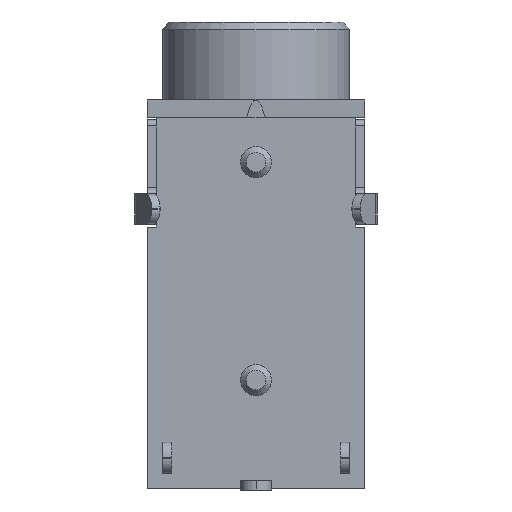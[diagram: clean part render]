
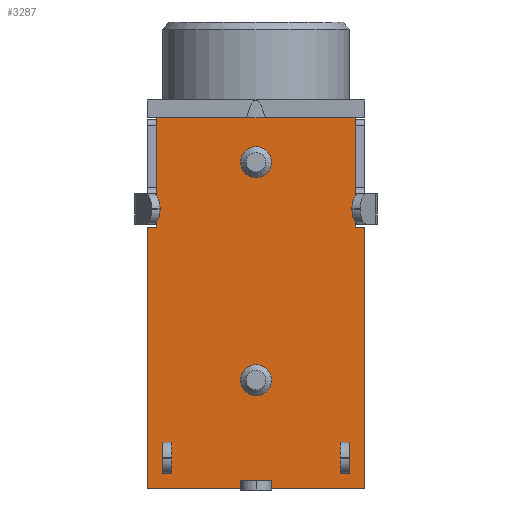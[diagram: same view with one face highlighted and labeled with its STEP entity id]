
A CAD part, front view. The second image highlights one B-rep face of the part: STEP entity #3287.
In plain terms, the highlighted planar face has unit normal (0, -1, 0).
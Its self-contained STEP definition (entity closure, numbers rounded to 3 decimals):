
#28=LINE('',#4389,#280);
#32=LINE('',#4397,#284);
#33=LINE('',#4399,#285);
#34=LINE('',#4402,#286);
#35=LINE('',#4404,#287);
#36=LINE('',#4406,#288);
#37=LINE('',#4407,#289);
#38=LINE('',#4410,#290);
#39=LINE('',#4412,#291);
#40=LINE('',#4414,#292);
#41=LINE('',#4419,#293);
#42=LINE('',#4421,#294);
#43=LINE('',#4423,#295);
#44=LINE('',#4424,#296);
#45=LINE('',#4426,#297);
#46=LINE('',#4428,#298);
#47=LINE('',#4430,#299);
#48=LINE('',#4432,#300);
#49=LINE('',#4434,#301);
#50=LINE('',#4436,#302);
#51=LINE('',#4438,#303);
#52=LINE('',#4440,#304);
#53=LINE('',#4442,#305);
#54=LINE('',#4444,#306);
#55=LINE('',#4446,#307);
#56=LINE('',#4448,#308);
#280=VECTOR('',#3671,1000.);
#284=VECTOR('',#3675,1000.);
#285=VECTOR('',#3678,1000.);
#286=VECTOR('',#3679,1000.);
#287=VECTOR('',#3680,1000.);
#288=VECTOR('',#3681,1000.);
#289=VECTOR('',#3682,1000.);
#290=VECTOR('',#3683,1000.);
#291=VECTOR('',#3684,1000.);
#292=VECTOR('',#3685,1000.);
#293=VECTOR('',#3690,1000.);
#294=VECTOR('',#3691,1000.);
#295=VECTOR('',#3692,1000.);
#296=VECTOR('',#3693,1000.);
#297=VECTOR('',#3694,1000.);
#298=VECTOR('',#3695,1000.);
#299=VECTOR('',#3696,1000.);
#300=VECTOR('',#3697,1000.);
#301=VECTOR('',#3698,1000.);
#302=VECTOR('',#3699,1000.);
#303=VECTOR('',#3700,1000.);
#304=VECTOR('',#3701,1000.);
#305=VECTOR('',#3702,1000.);
#306=VECTOR('',#3703,1000.);
#307=VECTOR('',#3704,1000.);
#308=VECTOR('',#3705,1000.);
#586=ORIENTED_EDGE('',*,*,#1283,.F.);
#587=ORIENTED_EDGE('',*,*,#1284,.F.);
#588=ORIENTED_EDGE('',*,*,#1285,.T.);
#589=ORIENTED_EDGE('',*,*,#1286,.F.);
#590=ORIENTED_EDGE('',*,*,#1287,.F.);
#591=ORIENTED_EDGE('',*,*,#1288,.F.);
#592=ORIENTED_EDGE('',*,*,#1289,.T.);
#593=ORIENTED_EDGE('',*,*,#1290,.F.);
#594=ORIENTED_EDGE('',*,*,#1291,.F.);
#595=ORIENTED_EDGE('',*,*,#1292,.F.);
#596=ORIENTED_EDGE('',*,*,#1278,.F.);
#597=ORIENTED_EDGE('',*,*,#1293,.T.);
#598=ORIENTED_EDGE('',*,*,#1294,.T.);
#599=ORIENTED_EDGE('',*,*,#1295,.T.);
#600=ORIENTED_EDGE('',*,*,#1282,.F.);
#601=ORIENTED_EDGE('',*,*,#1296,.T.);
#602=ORIENTED_EDGE('',*,*,#1297,.T.);
#603=ORIENTED_EDGE('',*,*,#1298,.T.);
#604=ORIENTED_EDGE('',*,*,#1299,.T.);
#605=ORIENTED_EDGE('',*,*,#1300,.T.);
#606=ORIENTED_EDGE('',*,*,#1301,.T.);
#607=ORIENTED_EDGE('',*,*,#1302,.T.);
#608=ORIENTED_EDGE('',*,*,#1303,.T.);
#609=ORIENTED_EDGE('',*,*,#1304,.F.);
#610=ORIENTED_EDGE('',*,*,#1305,.F.);
#611=ORIENTED_EDGE('',*,*,#1306,.F.);
#612=ORIENTED_EDGE('',*,*,#1307,.F.);
#613=ORIENTED_EDGE('',*,*,#1308,.F.);
#1278=EDGE_CURVE('',#1627,#1628,#28,.T.);
#1282=EDGE_CURVE('',#1631,#1624,#32,.T.);
#1283=EDGE_CURVE('',#1632,#1633,#33,.T.);
#1284=EDGE_CURVE('',#1634,#1632,#34,.T.);
#1285=EDGE_CURVE('',#1634,#1635,#35,.T.);
#1286=EDGE_CURVE('',#1633,#1635,#36,.T.);
#1287=EDGE_CURVE('',#1636,#1637,#37,.T.);
#1288=EDGE_CURVE('',#1638,#1636,#38,.T.);
#1289=EDGE_CURVE('',#1638,#1639,#39,.T.);
#1290=EDGE_CURVE('',#1637,#1639,#40,.T.);
#1291=EDGE_CURVE('',#1640,#1640,#1856,.T.);
#1292=EDGE_CURVE('',#1641,#1641,#1857,.T.);
#1293=EDGE_CURVE('',#1627,#1642,#41,.T.);
#1294=EDGE_CURVE('',#1642,#1643,#42,.T.);
#1295=EDGE_CURVE('',#1643,#1624,#43,.T.);
#1296=EDGE_CURVE('',#1631,#1644,#44,.T.);
#1297=EDGE_CURVE('',#1644,#1645,#45,.T.);
#1298=EDGE_CURVE('',#1645,#1646,#46,.T.);
#1299=EDGE_CURVE('',#1646,#1647,#47,.T.);
#1300=EDGE_CURVE('',#1647,#1648,#48,.T.);
#1301=EDGE_CURVE('',#1648,#1649,#49,.T.);
#1302=EDGE_CURVE('',#1649,#1650,#50,.T.);
#1303=EDGE_CURVE('',#1650,#1651,#51,.T.);
#1304=EDGE_CURVE('',#1652,#1651,#52,.T.);
#1305=EDGE_CURVE('',#1653,#1652,#53,.T.);
#1306=EDGE_CURVE('',#1654,#1653,#54,.T.);
#1307=EDGE_CURVE('',#1655,#1654,#55,.T.);
#1308=EDGE_CURVE('',#1628,#1655,#56,.T.);
#1624=VERTEX_POINT('',#4383);
#1627=VERTEX_POINT('',#4388);
#1628=VERTEX_POINT('',#4390);
#1631=VERTEX_POINT('',#4396);
#1632=VERTEX_POINT('',#4400);
#1633=VERTEX_POINT('',#4401);
#1634=VERTEX_POINT('',#4403);
#1635=VERTEX_POINT('',#4405);
#1636=VERTEX_POINT('',#4408);
#1637=VERTEX_POINT('',#4409);
#1638=VERTEX_POINT('',#4411);
#1639=VERTEX_POINT('',#4413);
#1640=VERTEX_POINT('',#4416);
#1641=VERTEX_POINT('',#4418);
#1642=VERTEX_POINT('',#4420);
#1643=VERTEX_POINT('',#4422);
#1644=VERTEX_POINT('',#4425);
#1645=VERTEX_POINT('',#4427);
#1646=VERTEX_POINT('',#4429);
#1647=VERTEX_POINT('',#4431);
#1648=VERTEX_POINT('',#4433);
#1649=VERTEX_POINT('',#4435);
#1650=VERTEX_POINT('',#4437);
#1651=VERTEX_POINT('',#4439);
#1652=VERTEX_POINT('',#4441);
#1653=VERTEX_POINT('',#4443);
#1654=VERTEX_POINT('',#4445);
#1655=VERTEX_POINT('',#4447);
#1856=CIRCLE('',#3430,0.5);
#1857=CIRCLE('',#3431,0.5);
#1953=EDGE_LOOP('',(#586,#587,#588,#589));
#1954=EDGE_LOOP('',(#590,#591,#592,#593));
#1955=EDGE_LOOP('',(#594));
#1956=EDGE_LOOP('',(#595));
#1957=EDGE_LOOP('',(#596,#597,#598,#599,#600,#601,#602,#603,#604,#605,#606,
#607,#608,#609,#610,#611,#612,#613));
#2104=FACE_BOUND('',#1953,.T.);
#2105=FACE_BOUND('',#1954,.T.);
#2106=FACE_BOUND('',#1955,.T.);
#2107=FACE_BOUND('',#1956,.T.);
#2108=FACE_BOUND('',#1957,.T.);
#2253=PLANE('',#3429);
#3287=ADVANCED_FACE('',(#2104,#2105,#2106,#2107,#2108),#2253,.T.);
#3429=AXIS2_PLACEMENT_3D('',#4398,#3676,#3677);
#3430=AXIS2_PLACEMENT_3D('',#4415,#3686,#3687);
#3431=AXIS2_PLACEMENT_3D('',#4417,#3688,#3689);
#3671=DIRECTION('',(-1.,0.,0.));
#3675=DIRECTION('',(-1.,0.,0.));
#3676=DIRECTION('',(0.,-1.,0.));
#3677=DIRECTION('',(0.,0.,-1.));
#3678=DIRECTION('',(0.,0.,-1.));
#3679=DIRECTION('',(-1.,0.,0.));
#3680=DIRECTION('',(0.,0.,-1.));
#3681=DIRECTION('',(1.,0.,0.));
#3682=DIRECTION('',(0.,0.,-1.));
#3683=DIRECTION('',(-1.,0.,0.));
#3684=DIRECTION('',(0.,0.,-1.));
#3685=DIRECTION('',(1.,0.,0.));
#3686=DIRECTION('',(0.,-1.,0.));
#3687=DIRECTION('',(0.,0.,-1.));
#3688=DIRECTION('',(0.,-1.,0.));
#3689=DIRECTION('',(0.,0.,-1.));
#3690=DIRECTION('',(0.,0.,1.));
#3691=DIRECTION('',(1.,0.,0.));
#3692=DIRECTION('',(0.,0.,-1.));
#3693=DIRECTION('',(0.,0.,1.));
#3694=DIRECTION('',(-1.,0.,0.));
#3695=DIRECTION('',(0.,0.,1.));
#3696=DIRECTION('',(0.,0.,1.));
#3697=DIRECTION('',(0.,0.,1.));
#3698=DIRECTION('',(-1.,0.,0.));
#3699=DIRECTION('',(-1.,0.,0.));
#3700=DIRECTION('',(-1.,0.,0.));
#3701=DIRECTION('',(0.,0.,1.));
#3702=DIRECTION('',(0.,0.,1.));
#3703=DIRECTION('',(0.,0.,1.));
#3704=DIRECTION('',(1.,0.,0.));
#3705=DIRECTION('',(0.,0.,1.));
#4383=CARTESIAN_POINT('',(0.5,-2.985,-7.483));
#4388=CARTESIAN_POINT('',(-0.5,-2.985,-7.483));
#4389=CARTESIAN_POINT('',(3.5,-2.985,-7.483));
#4390=CARTESIAN_POINT('',(-3.5,-2.985,-7.483));
#4396=CARTESIAN_POINT('',(3.5,-2.985,-7.483));
#4397=CARTESIAN_POINT('',(3.5,-2.985,-7.483));
#4398=CARTESIAN_POINT('',(3.5,-2.985,-7.483));
#4399=CARTESIAN_POINT('',(-3.,-2.985,-7.483));
#4400=CARTESIAN_POINT('',(-3.,-2.985,-6.006));
#4401=CARTESIAN_POINT('',(-3.,-2.985,-7.006));
#4402=CARTESIAN_POINT('',(3.5,-2.985,-6.006));
#4403=CARTESIAN_POINT('',(-2.7,-2.985,-6.006));
#4404=CARTESIAN_POINT('',(-2.7,-2.985,-7.483));
#4405=CARTESIAN_POINT('',(-2.7,-2.985,-7.006));
#4406=CARTESIAN_POINT('',(3.5,-2.985,-7.006));
#4407=CARTESIAN_POINT('',(2.7,-2.985,-7.483));
#4408=CARTESIAN_POINT('',(2.7,-2.985,-6.006));
#4409=CARTESIAN_POINT('',(2.7,-2.985,-7.006));
#4410=CARTESIAN_POINT('',(3.5,-2.985,-6.006));
#4411=CARTESIAN_POINT('',(3.,-2.985,-6.006));
#4412=CARTESIAN_POINT('',(3.,-2.985,-7.483));
#4413=CARTESIAN_POINT('',(3.,-2.985,-7.006));
#4414=CARTESIAN_POINT('',(3.5,-2.985,-7.006));
#4415=CARTESIAN_POINT('',(0.,-2.985,-4.006));
#4416=CARTESIAN_POINT('',(0.,-2.985,-4.506));
#4417=CARTESIAN_POINT('',(0.,-2.985,2.994));
#4418=CARTESIAN_POINT('',(0.,-2.985,2.494));
#4419=CARTESIAN_POINT('',(-0.5,-2.985,-7.483));
#4420=CARTESIAN_POINT('',(-0.5,-2.985,-7.236));
#4421=CARTESIAN_POINT('',(3.5,-2.985,-7.236));
#4422=CARTESIAN_POINT('',(0.5,-2.985,-7.236));
#4423=CARTESIAN_POINT('',(0.5,-2.985,-7.483));
#4424=CARTESIAN_POINT('',(3.5,-2.985,-7.483));
#4425=CARTESIAN_POINT('',(3.5,-2.985,0.91));
#4426=CARTESIAN_POINT('',(3.5,-2.985,0.91));
#4427=CARTESIAN_POINT('',(3.197,-2.985,0.91));
#4428=CARTESIAN_POINT('',(3.197,-2.985,-7.483));
#4429=CARTESIAN_POINT('',(3.197,-2.985,1.007));
#4430=CARTESIAN_POINT('',(3.197,-2.985,-7.483));
#4431=CARTESIAN_POINT('',(3.197,-2.985,1.982));
#4432=CARTESIAN_POINT('',(3.197,-2.985,-7.483));
#4433=CARTESIAN_POINT('',(3.197,-2.985,4.419));
#4434=CARTESIAN_POINT('',(3.5,-2.985,4.419));
#4435=CARTESIAN_POINT('',(0.301,-2.985,4.419));
#4436=CARTESIAN_POINT('',(3.5,-2.985,4.419));
#4437=CARTESIAN_POINT('',(-0.301,-2.985,4.419));
#4438=CARTESIAN_POINT('',(3.5,-2.985,4.419));
#4439=CARTESIAN_POINT('',(-3.197,-2.985,4.419));
#4440=CARTESIAN_POINT('',(-3.197,-2.985,-7.483));
#4441=CARTESIAN_POINT('',(-3.197,-2.985,1.982));
#4442=CARTESIAN_POINT('',(-3.197,-2.985,-7.483));
#4443=CARTESIAN_POINT('',(-3.197,-2.985,1.007));
#4444=CARTESIAN_POINT('',(-3.197,-2.985,-7.483));
#4445=CARTESIAN_POINT('',(-3.197,-2.985,0.91));
#4446=CARTESIAN_POINT('',(3.5,-2.985,0.91));
#4447=CARTESIAN_POINT('',(-3.5,-2.985,0.91));
#4448=CARTESIAN_POINT('',(-3.5,-2.985,-7.483));
